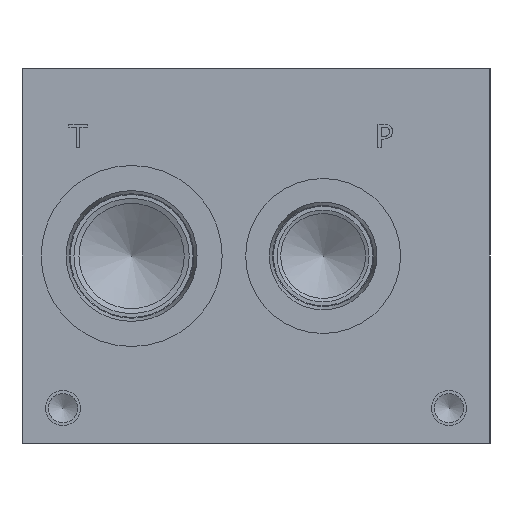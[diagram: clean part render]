
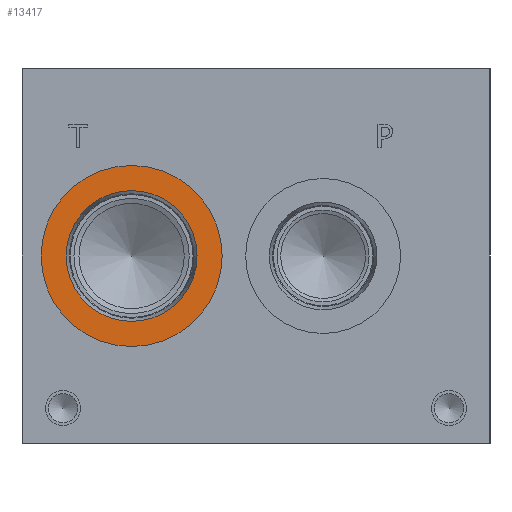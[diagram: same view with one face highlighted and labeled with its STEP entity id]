
A CAD part, left-side view. The second image highlights one B-rep face of the part: STEP entity #13417.
In plain terms, the highlighted planar face has unit normal (-1, 0, 0).
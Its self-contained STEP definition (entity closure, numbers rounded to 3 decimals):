
#299=CIRCLE('',#14094,24.562);
#300=CIRCLE('',#14095,24.562);
#301=CIRCLE('',#14097,17.755);
#302=CIRCLE('',#14098,17.755);
#555=FACE_BOUND('',#2330,.T.);
#944=PLANE('',#14096);
#1555=FACE_OUTER_BOUND('',#2329,.T.);
#2329=EDGE_LOOP('',(#11579,#11580));
#2330=EDGE_LOOP('',(#11581,#11582));
#6328=VERTEX_POINT('',#22838);
#6329=VERTEX_POINT('',#22840);
#6330=VERTEX_POINT('',#22844);
#6331=VERTEX_POINT('',#22845);
#8135=EDGE_CURVE('',#6328,#6329,#299,.T.);
#8136=EDGE_CURVE('',#6329,#6328,#300,.T.);
#8137=EDGE_CURVE('',#6330,#6331,#301,.T.);
#8138=EDGE_CURVE('',#6331,#6330,#302,.T.);
#11579=ORIENTED_EDGE('',*,*,#8136,.F.);
#11580=ORIENTED_EDGE('',*,*,#8135,.F.);
#11581=ORIENTED_EDGE('',*,*,#8137,.T.);
#11582=ORIENTED_EDGE('',*,*,#8138,.T.);
#13417=ADVANCED_FACE('',(#1555,#555),#944,.F.);
#14094=AXIS2_PLACEMENT_3D('',#22841,#16606,#16607);
#14095=AXIS2_PLACEMENT_3D('',#22842,#16608,#16609);
#14096=AXIS2_PLACEMENT_3D('',#22843,#16610,#16611);
#14097=AXIS2_PLACEMENT_3D('',#22846,#16612,#16613);
#14098=AXIS2_PLACEMENT_3D('',#22847,#16614,#16615);
#16606=DIRECTION('center_axis',(1.,0.,0.));
#16607=DIRECTION('ref_axis',(0.,0.,-1.));
#16608=DIRECTION('center_axis',(1.,0.,0.));
#16609=DIRECTION('ref_axis',(0.,0.,-1.));
#16610=DIRECTION('center_axis',(1.,0.,0.));
#16611=DIRECTION('ref_axis',(0.,0.,-1.));
#16612=DIRECTION('center_axis',(1.,0.,0.));
#16613=DIRECTION('ref_axis',(0.,0.,-1.));
#16614=DIRECTION('center_axis',(1.,0.,0.));
#16615=DIRECTION('ref_axis',(0.,0.,-1.));
#22838=CARTESIAN_POINT('',(0.787,97.257,26.238));
#22840=CARTESIAN_POINT('',(0.787,97.257,75.362));
#22841=CARTESIAN_POINT('Origin',(0.787,97.257,50.8));
#22842=CARTESIAN_POINT('Origin',(0.787,97.257,50.8));
#22843=CARTESIAN_POINT('Origin',(0.787,97.257,68.555));
#22844=CARTESIAN_POINT('',(0.787,97.257,68.555));
#22845=CARTESIAN_POINT('',(0.787,97.257,33.045));
#22846=CARTESIAN_POINT('Origin',(0.787,97.257,50.8));
#22847=CARTESIAN_POINT('Origin',(0.787,97.257,50.8));
